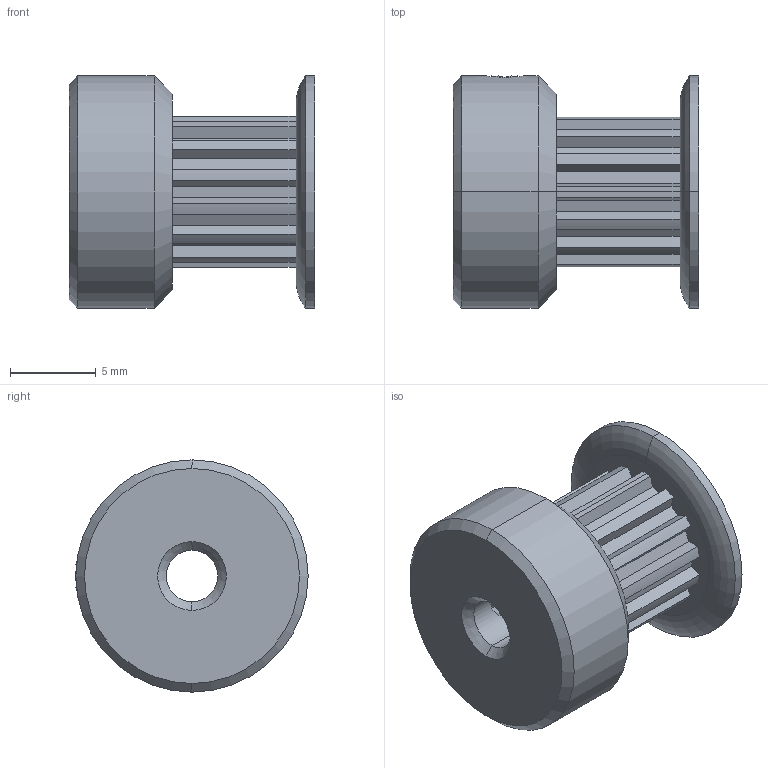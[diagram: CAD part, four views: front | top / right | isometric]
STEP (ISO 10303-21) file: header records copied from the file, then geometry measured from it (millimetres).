
FILE_DESCRIPTION (( 'STEP AP203' ), '1' );
FILE_NAME ('1375K107_MXL SERIES TIMING BELT PULLEY.STEP', '2021-08-14T06:01:31', ( '' ), ( '' ), 'SwSTEP 2.0', 'SolidWorks 2017', '' );
FILE_SCHEMA (( 'CONFIG_CONTROL_DESIGN' ));
Length unit declared in the file: millimetre
Products named in the file (1): 1375K107_MXL SERIES TIMING BELT PULLEY
Bounding box: 14.3 x 13.5 x 13.5 mm (x, y, z)
Volume: 1235.1 mm3; surface area: 1177.3 mm2
Topology: 2 solids, 2 shells, 93 faces, 245 edges, 158 vertices
Faces by surface type: plane 54, cylinder 25, cone 12, torus 2
Entity records: 3022 total; most frequent: CARTESIAN_POINT 605, ORIENTED_EDGE 490, DIRECTION 483, EDGE_CURVE 245, LINE 175, VECTOR 175, VERTEX_POINT 158, AXIS2_PLACEMENT_3D 154
